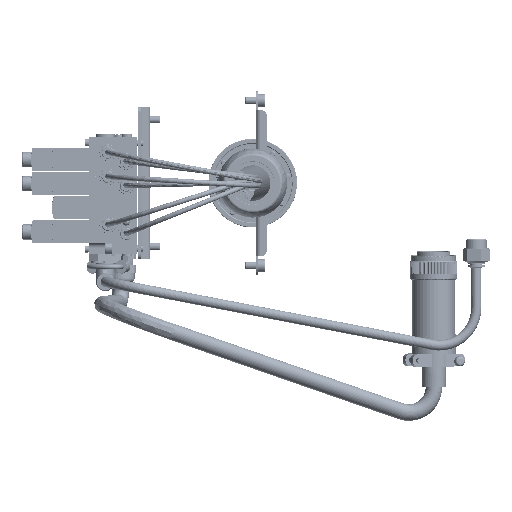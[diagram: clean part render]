
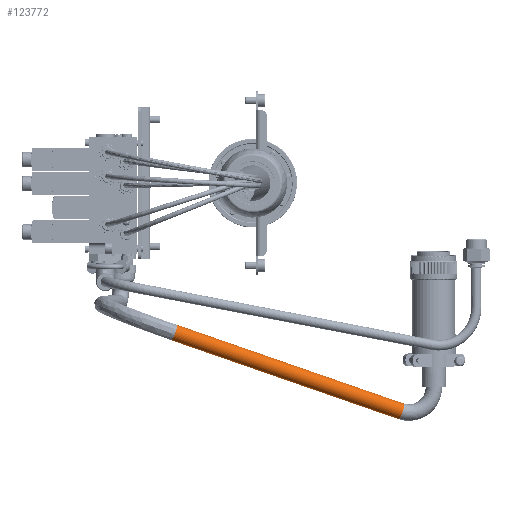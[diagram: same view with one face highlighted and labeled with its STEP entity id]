
A CAD part, left-side view. The second image highlights one B-rep face of the part: STEP entity #123772.
In plain terms, the highlighted cylindrical face has radius 6.5 mm (diameter 13 mm), a partial arc.
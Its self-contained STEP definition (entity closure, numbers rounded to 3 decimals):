
#1558 = EDGE_CURVE ( 'NONE', #105647, #28110, #31931, .T. ) ;
#2588 = DIRECTION ( 'NONE',  ( 0.208, -0.924, -0.321 ) ) ;
#9408 = EDGE_LOOP ( 'NONE', ( #136732, #102789, #164384, #82240, #93346, #107123 ) ) ;
#9546 = DIRECTION ( 'NONE',  ( 0.208, -0.924, -0.321 ) ) ;
#11008 = CARTESIAN_POINT ( 'NONE',  ( -229.386, 836.032, 57.752 ) ) ;
#11584 = DIRECTION ( 'NONE',  ( 0.208, -0.924, -0.321 ) ) ;
#12921 = DIRECTION ( 'NONE',  ( 0.208, -0.924, -0.321 ) ) ;
#16990 = AXIS2_PLACEMENT_3D ( 'NONE', #11008, #11584, #116014 ) ;
#17883 = DIRECTION ( 'NONE',  ( 0.961, 0.132, 0.243 ) ) ;
#18231 = FACE_OUTER_BOUND ( 'NONE', #9408, .T. ) ;
#21738 = CARTESIAN_POINT ( 'NONE',  ( -229.634, 838.113, 51.599 ) ) ;
#27079 = CIRCLE ( 'NONE', #33076, 6.5 ) ;
#27277 = LINE ( 'NONE', #130815, #81841 ) ;
#28110 = VERTEX_POINT ( 'NONE', #74708 ) ;
#28922 = VERTEX_POINT ( 'NONE', #87891 ) ;
#31931 = LINE ( 'NONE', #100035, #62202 ) ;
#33076 = AXIS2_PLACEMENT_3D ( 'NONE', #50713, #12921, #141099 ) ;
#34375 = CIRCLE ( 'NONE', #121817, 6.5 ) ;
#35739 = EDGE_CURVE ( 'NONE', #88209, #104054, #34375, .T. ) ;
#39023 = CARTESIAN_POINT ( 'NONE',  ( -229.386, 836.032, 57.752 ) ) ;
#50713 = CARTESIAN_POINT ( 'NONE',  ( -269.696, 1015.094, 119.941 ) ) ;
#54475 = CYLINDRICAL_SURFACE ( 'NONE', #74604, 6.5 ) ;
#59668 = EDGE_CURVE ( 'NONE', #84686, #28922, #70135, .T. ) ;
#61547 = CARTESIAN_POINT ( 'NONE',  ( -269.695, 1012.961, 126.081 ) ) ;
#62202 = VECTOR ( 'NONE', #63842, 1000. ) ;
#63842 = DIRECTION ( 'NONE',  ( 0.208, -0.924, -0.321 ) ) ;
#70135 = CIRCLE ( 'NONE', #92530, 6.5 ) ;
#74604 = AXIS2_PLACEMENT_3D ( 'NONE', #137168, #9546, #111786 ) ;
#74708 = CARTESIAN_POINT ( 'NONE',  ( -229.384, 833.9, 63.892 ) ) ;
#76351 = DIRECTION ( 'NONE',  ( 0.961, 0.132, 0.243 ) ) ;
#81841 = VECTOR ( 'NONE', #2588, 1000. ) ;
#82240 = ORIENTED_EDGE ( 'NONE', *, *, #121315, .F. ) ;
#84686 = VERTEX_POINT ( 'NONE', #153899 ) ;
#87891 = CARTESIAN_POINT ( 'NONE',  ( -269.697, 1017.226, 113.8 ) ) ;
#88209 = VERTEX_POINT ( 'NONE', #21738 ) ;
#89514 = CIRCLE ( 'NONE', #16990, 6.5 ) ;
#89902 = DIRECTION ( 'NONE',  ( 0.208, -0.924, -0.321 ) ) ;
#90789 = EDGE_CURVE ( 'NONE', #28922, #104054, #27277, .T. ) ;
#92530 = AXIS2_PLACEMENT_3D ( 'NONE', #95244, #131956, #17883 ) ;
#93346 = ORIENTED_EDGE ( 'NONE', *, *, #1558, .F. ) ;
#95244 = CARTESIAN_POINT ( 'NONE',  ( -269.696, 1015.094, 119.941 ) ) ;
#100035 = CARTESIAN_POINT ( 'NONE',  ( -269.695, 1012.961, 126.081 ) ) ;
#102789 = ORIENTED_EDGE ( 'NONE', *, *, #90789, .T. ) ;
#103273 = CARTESIAN_POINT ( 'NONE',  ( -229.387, 838.164, 51.611 ) ) ;
#104054 = VERTEX_POINT ( 'NONE', #103273 ) ;
#105647 = VERTEX_POINT ( 'NONE', #61547 ) ;
#107123 = ORIENTED_EDGE ( 'NONE', *, *, #139975, .T. ) ;
#111786 = DIRECTION ( 'NONE',  ( 0., -0.328, 0.945 ) ) ;
#116014 = DIRECTION ( 'NONE',  ( 0.961, 0.132, 0.243 ) ) ;
#121315 = EDGE_CURVE ( 'NONE', #28110, #88209, #89514, .T. ) ;
#121817 = AXIS2_PLACEMENT_3D ( 'NONE', #39023, #89902, #76351 ) ;
#123772 = ADVANCED_FACE ( 'NONE', ( #18231 ), #54475, .T. ) ;
#130815 = CARTESIAN_POINT ( 'NONE',  ( -269.697, 1017.226, 113.8 ) ) ;
#131956 = DIRECTION ( 'NONE',  ( 0.208, -0.924, -0.321 ) ) ;
#136732 = ORIENTED_EDGE ( 'NONE', *, *, #59668, .T. ) ;
#137168 = CARTESIAN_POINT ( 'NONE',  ( -269.696, 1015.094, 119.941 ) ) ;
#139975 = EDGE_CURVE ( 'NONE', #105647, #84686, #27079, .T. ) ;
#141099 = DIRECTION ( 'NONE',  ( 0.961, 0.132, 0.243 ) ) ;
#153899 = CARTESIAN_POINT ( 'NONE',  ( -275.943, 1014.235, 118.363 ) ) ;
#164384 = ORIENTED_EDGE ( 'NONE', *, *, #35739, .F. ) ;
